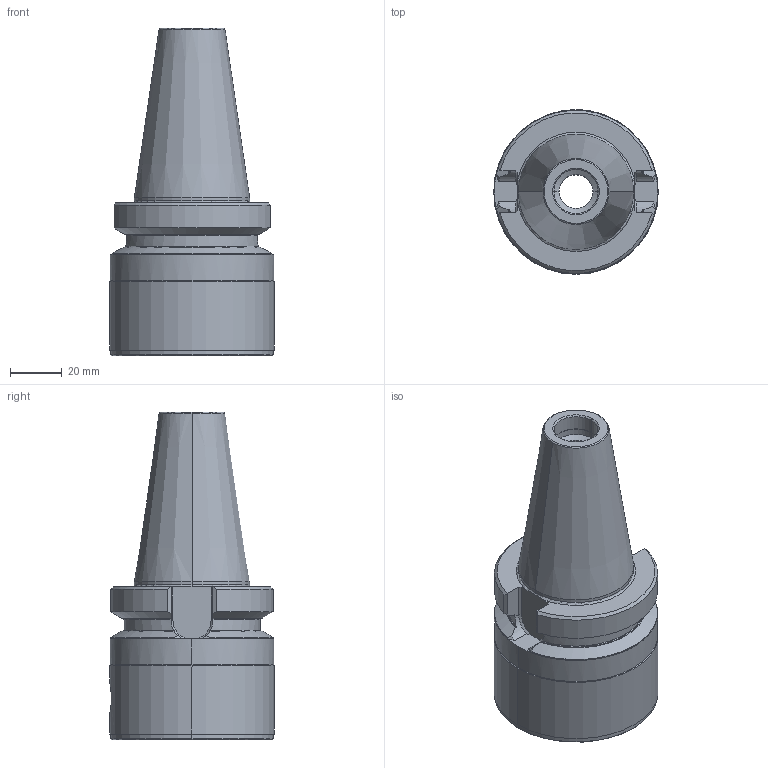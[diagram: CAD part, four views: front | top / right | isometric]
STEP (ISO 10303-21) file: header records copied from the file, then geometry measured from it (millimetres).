
FILE_DESCRIPTION(('no description'),'unknown implementation level');
FILE_NAME('F3C9FE92-9272-4A33-A113-71C0C42C9DC5_export.stp',' ',('CIMSOURCE GmbH'),('CADClick - KiM GmbH - www.kimweb.de'),'unknown preprocess','ACIS','unknown authorization');
FILE_SCHEMA(('automotive_design'));
Length unit declared in the file: millimetre
Products named in the file (2): 323.731 Kaiser SK40 BT X CKS6 X 100B|690.436 Kaiser ETL M12 X 18 CK6_Standard;NONE; 323.731 Kaiser SK40 BT X CKS6 X 100B|323.731 Kaiser SK40 BT X CKS6 X 100B_Standard;NONE
Bounding box: 63.5 x 63.5 x 126.4 mm (x, y, z)
Volume: 169203.1 mm3; surface area: 36471 mm2
Topology: 2 solids, 2 shells, 157 faces, 382 edges, 230 vertices
Faces by surface type: plane 49, cone 48, cylinder 44, torus 12, bspline 4
Entity records: 9442 total; most frequent: CARTESIAN_POINT 1478, DIRECTION 774, STYLED_ITEM 767, PRESENTATION_STYLE_ASSIGNMENT 767, COLOUR_RGB 767, ORIENTED_EDGE 756, EDGE_CURVE 378, CURVE_STYLE 378
